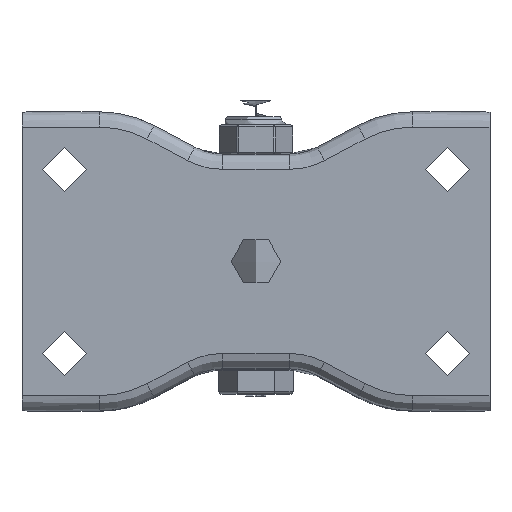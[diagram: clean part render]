
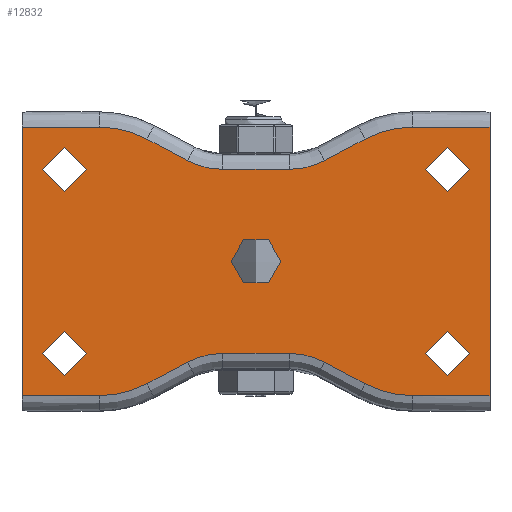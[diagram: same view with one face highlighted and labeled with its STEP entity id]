
A CAD part, top view. The second image highlights one B-rep face of the part: STEP entity #12832.
In plain terms, the highlighted planar face has unit normal (0, 0, 1).
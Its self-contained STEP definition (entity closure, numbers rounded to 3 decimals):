
#1518=FACE_BOUND('',#3110,.T.);
#1519=FACE_BOUND('',#3111,.T.);
#1520=FACE_BOUND('',#3112,.T.);
#1521=FACE_BOUND('',#3113,.T.);
#1522=FACE_BOUND('',#3114,.T.);
#1654=CIRCLE('',#13808,5.75);
#1656=CIRCLE('',#13811,5.75);
#1665=CIRCLE('',#13849,26.5);
#1668=CIRCLE('',#13854,19.5);
#1671=CIRCLE('',#13859,19.5);
#1674=CIRCLE('',#13864,26.5);
#1677=CIRCLE('',#13869,6.5);
#1682=CIRCLE('',#13877,5.75);
#1684=CIRCLE('',#13880,5.75);
#1691=CIRCLE('',#13900,26.5);
#1692=CIRCLE('',#13901,19.5);
#1693=CIRCLE('',#13902,19.5);
#1694=CIRCLE('',#13903,26.5);
#1695=CIRCLE('',#13904,6.5);
#2279=FACE_OUTER_BOUND('',#3109,.T.);
#3109=EDGE_LOOP('',(#8844,#8845,#8846,#8847,#8848,#8849,#8850,#8851,#8852,
#8853,#8854,#8855,#8856,#8857,#8858,#8859,#8860,#8861,#8862,#8863));
#3110=EDGE_LOOP('',(#8864,#8865));
#3111=EDGE_LOOP('',(#8866));
#3112=EDGE_LOOP('',(#8867));
#3113=EDGE_LOOP('',(#8868));
#3114=EDGE_LOOP('',(#8869));
#4068=LINE('',#18337,#4766);
#4069=LINE('',#18345,#4767);
#4070=LINE('',#18353,#4768);
#4071=LINE('',#18361,#4769);
#4072=LINE('',#18370,#4770);
#4084=LINE('',#18418,#4782);
#4100=LINE('',#18491,#4798);
#4101=LINE('',#18493,#4799);
#4102=LINE('',#18497,#4800);
#4103=LINE('',#18501,#4801);
#4104=LINE('',#18505,#4802);
#4105=LINE('',#18508,#4803);
#4766=VECTOR('',#15172,10.);
#4767=VECTOR('',#15183,10.);
#4768=VECTOR('',#15194,10.);
#4769=VECTOR('',#15205,10.);
#4770=VECTOR('',#15218,10.);
#4782=VECTOR('',#15264,1.);
#4798=VECTOR('',#15310,1.);
#4799=VECTOR('',#15311,10.);
#4800=VECTOR('',#15314,10.);
#4801=VECTOR('',#15317,10.);
#4802=VECTOR('',#15320,10.);
#4803=VECTOR('',#15323,10.);
#5434=VERTEX_POINT('',#18200);
#5436=VERTEX_POINT('',#18206);
#5466=VERTEX_POINT('',#18334);
#5467=VERTEX_POINT('',#18336);
#5468=VERTEX_POINT('',#18340);
#5469=VERTEX_POINT('',#18344);
#5470=VERTEX_POINT('',#18348);
#5471=VERTEX_POINT('',#18352);
#5472=VERTEX_POINT('',#18356);
#5473=VERTEX_POINT('',#18360);
#5474=VERTEX_POINT('',#18364);
#5475=VERTEX_POINT('',#18368);
#5477=VERTEX_POINT('',#18373);
#5478=VERTEX_POINT('',#18375);
#5489=VERTEX_POINT('',#18401);
#5491=VERTEX_POINT('',#18407);
#5494=VERTEX_POINT('',#18417);
#5512=VERTEX_POINT('',#18490);
#5513=VERTEX_POINT('',#18492);
#5514=VERTEX_POINT('',#18494);
#5515=VERTEX_POINT('',#18496);
#5516=VERTEX_POINT('',#18498);
#5517=VERTEX_POINT('',#18500);
#5518=VERTEX_POINT('',#18502);
#5519=VERTEX_POINT('',#18504);
#5520=VERTEX_POINT('',#18506);
#6677=EDGE_CURVE('',#5434,#5434,#1654,.T.);
#6680=EDGE_CURVE('',#5436,#5436,#1656,.T.);
#6731=EDGE_CURVE('',#5467,#5466,#4068,.T.);
#6733=EDGE_CURVE('',#5468,#5467,#1665,.T.);
#6735=EDGE_CURVE('',#5469,#5468,#4069,.T.);
#6737=EDGE_CURVE('',#5470,#5469,#1668,.T.);
#6739=EDGE_CURVE('',#5471,#5470,#4070,.T.);
#6741=EDGE_CURVE('',#5472,#5471,#1671,.T.);
#6743=EDGE_CURVE('',#5473,#5472,#4071,.T.);
#6745=EDGE_CURVE('',#5474,#5473,#1674,.T.);
#6748=EDGE_CURVE('',#5475,#5474,#4072,.T.);
#6750=EDGE_CURVE('',#5477,#5478,#1677,.T.);
#6763=EDGE_CURVE('',#5489,#5489,#1682,.T.);
#6766=EDGE_CURVE('',#5491,#5491,#1684,.T.);
#6770=EDGE_CURVE('',#5494,#5475,#4084,.T.);
#6797=EDGE_CURVE('',#5466,#5512,#4100,.T.);
#6798=EDGE_CURVE('',#5513,#5512,#4101,.T.);
#6799=EDGE_CURVE('',#5514,#5513,#1691,.T.);
#6800=EDGE_CURVE('',#5515,#5514,#4102,.T.);
#6801=EDGE_CURVE('',#5516,#5515,#1692,.T.);
#6802=EDGE_CURVE('',#5517,#5516,#4103,.T.);
#6803=EDGE_CURVE('',#5518,#5517,#1693,.T.);
#6804=EDGE_CURVE('',#5519,#5518,#4104,.T.);
#6805=EDGE_CURVE('',#5520,#5519,#1694,.T.);
#6806=EDGE_CURVE('',#5494,#5520,#4105,.T.);
#6807=EDGE_CURVE('',#5477,#5478,#1695,.T.);
#8844=ORIENTED_EDGE('',*,*,#6770,.T.);
#8845=ORIENTED_EDGE('',*,*,#6748,.T.);
#8846=ORIENTED_EDGE('',*,*,#6745,.T.);
#8847=ORIENTED_EDGE('',*,*,#6743,.T.);
#8848=ORIENTED_EDGE('',*,*,#6741,.T.);
#8849=ORIENTED_EDGE('',*,*,#6739,.T.);
#8850=ORIENTED_EDGE('',*,*,#6737,.T.);
#8851=ORIENTED_EDGE('',*,*,#6735,.T.);
#8852=ORIENTED_EDGE('',*,*,#6733,.T.);
#8853=ORIENTED_EDGE('',*,*,#6731,.T.);
#8854=ORIENTED_EDGE('',*,*,#6797,.T.);
#8855=ORIENTED_EDGE('',*,*,#6798,.F.);
#8856=ORIENTED_EDGE('',*,*,#6799,.F.);
#8857=ORIENTED_EDGE('',*,*,#6800,.F.);
#8858=ORIENTED_EDGE('',*,*,#6801,.F.);
#8859=ORIENTED_EDGE('',*,*,#6802,.F.);
#8860=ORIENTED_EDGE('',*,*,#6803,.F.);
#8861=ORIENTED_EDGE('',*,*,#6804,.F.);
#8862=ORIENTED_EDGE('',*,*,#6805,.F.);
#8863=ORIENTED_EDGE('',*,*,#6806,.F.);
#8864=ORIENTED_EDGE('',*,*,#6807,.T.);
#8865=ORIENTED_EDGE('',*,*,#6750,.F.);
#8866=ORIENTED_EDGE('',*,*,#6680,.F.);
#8867=ORIENTED_EDGE('',*,*,#6677,.F.);
#8868=ORIENTED_EDGE('',*,*,#6763,.T.);
#8869=ORIENTED_EDGE('',*,*,#6766,.T.);
#12543=PLANE('',#13899);
#12832=ADVANCED_FACE('',(#2279,#1518,#1519,#1520,#1521,#1522),#12543,.F.);
#13808=AXIS2_PLACEMENT_3D('',#18202,#15063,#15064);
#13811=AXIS2_PLACEMENT_3D('',#18208,#15070,#15071);
#13849=AXIS2_PLACEMENT_3D('',#18341,#15177,#15178);
#13854=AXIS2_PLACEMENT_3D('',#18349,#15188,#15189);
#13859=AXIS2_PLACEMENT_3D('',#18357,#15199,#15200);
#13864=AXIS2_PLACEMENT_3D('',#18365,#15210,#15211);
#13869=AXIS2_PLACEMENT_3D('',#18376,#15222,#15223);
#13877=AXIS2_PLACEMENT_3D('',#18403,#15246,#15247);
#13880=AXIS2_PLACEMENT_3D('',#18409,#15253,#15254);
#13899=AXIS2_PLACEMENT_3D('',#18489,#15308,#15309);
#13900=AXIS2_PLACEMENT_3D('',#18495,#15312,#15313);
#13901=AXIS2_PLACEMENT_3D('',#18499,#15315,#15316);
#13902=AXIS2_PLACEMENT_3D('',#18503,#15318,#15319);
#13903=AXIS2_PLACEMENT_3D('',#18507,#15321,#15322);
#13904=AXIS2_PLACEMENT_3D('',#18509,#15324,#15325);
#15063=DIRECTION('center_axis',(0.,0.,1.));
#15064=DIRECTION('ref_axis',(1.,0.,0.));
#15070=DIRECTION('center_axis',(0.,0.,1.));
#15071=DIRECTION('ref_axis',(1.,0.,0.));
#15172=DIRECTION('',(-1.,0.,0.));
#15177=DIRECTION('center_axis',(0.,0.,1.));
#15178=DIRECTION('ref_axis',(0.242,0.97,0.));
#15183=DIRECTION('',(-0.883,0.469,0.));
#15188=DIRECTION('center_axis',(0.,0.,-1.));
#15189=DIRECTION('ref_axis',(-0.242,-0.97,0.));
#15194=DIRECTION('',(-1.,0.,0.));
#15199=DIRECTION('center_axis',(0.,0.,-1.));
#15200=DIRECTION('ref_axis',(0.242,-0.97,0.));
#15205=DIRECTION('',(-0.883,-0.469,0.));
#15210=DIRECTION('center_axis',(0.,0.,1.));
#15211=DIRECTION('ref_axis',(-0.242,0.97,0.));
#15218=DIRECTION('',(-1.,0.,0.));
#15222=DIRECTION('center_axis',(0.,0.,1.));
#15223=DIRECTION('ref_axis',(-1.,0.,0.));
#15246=DIRECTION('center_axis',(0.,0.,-1.));
#15247=DIRECTION('ref_axis',(1.,0.,0.));
#15253=DIRECTION('center_axis',(0.,0.,-1.));
#15254=DIRECTION('ref_axis',(1.,0.,0.));
#15264=DIRECTION('',(0.,1.,0.));
#15308=DIRECTION('center_axis',(0.,0.,-1.));
#15309=DIRECTION('ref_axis',(0.,-1.,0.));
#15310=DIRECTION('',(0.,-1.,0.));
#15311=DIRECTION('',(-1.,0.,0.));
#15312=DIRECTION('center_axis',(0.,0.,-1.));
#15313=DIRECTION('ref_axis',(0.242,-0.97,0.));
#15314=DIRECTION('',(-0.883,-0.469,0.));
#15315=DIRECTION('center_axis',(0.,0.,1.));
#15316=DIRECTION('ref_axis',(-0.242,0.97,0.));
#15317=DIRECTION('',(-1.,0.,0.));
#15318=DIRECTION('center_axis',(0.,0.,1.));
#15319=DIRECTION('ref_axis',(0.242,0.97,0.));
#15320=DIRECTION('',(-0.883,0.469,0.));
#15321=DIRECTION('center_axis',(0.,0.,-1.));
#15322=DIRECTION('ref_axis',(-0.242,-0.97,0.));
#15323=DIRECTION('',(-1.,0.,0.));
#15324=DIRECTION('center_axis',(0.,0.,-1.));
#15325=DIRECTION('ref_axis',(-1.,0.,0.));
#18200=CARTESIAN_POINT('',(536.794,-26.195,0.));
#18202=CARTESIAN_POINT('Origin',(531.044,-26.195,0.));
#18206=CARTESIAN_POINT('',(436.794,-26.195,0.));
#18208=CARTESIAN_POINT('Origin',(431.044,-26.195,0.));
#18334=CARTESIAN_POINT('',(420.044,-15.195,0.));
#18336=CARTESIAN_POINT('',(440.167,-15.195,0.));
#18337=CARTESIAN_POINT('',(440.167,-15.195,0.));
#18340=CARTESIAN_POINT('',(452.608,-18.297,0.));
#18341=CARTESIAN_POINT('Origin',(440.167,-41.695,0.));
#18344=CARTESIAN_POINT('',(463.169,-23.913,0.));
#18345=CARTESIAN_POINT('',(456.243,-20.23,0.));
#18348=CARTESIAN_POINT('',(472.324,-26.195,0.));
#18349=CARTESIAN_POINT('Origin',(472.324,-6.695,0.));
#18352=CARTESIAN_POINT('',(489.763,-26.195,0.));
#18353=CARTESIAN_POINT('',(460.605,-26.195,0.));
#18356=CARTESIAN_POINT('',(498.918,-23.913,0.));
#18357=CARTESIAN_POINT('Origin',(489.763,-6.695,0.));
#18360=CARTESIAN_POINT('',(509.479,-18.297,0.));
#18361=CARTESIAN_POINT('',(477.612,-35.241,0.));
#18364=CARTESIAN_POINT('',(521.92,-15.195,0.));
#18365=CARTESIAN_POINT('Origin',(521.92,-41.695,0.));
#18368=CARTESIAN_POINT('',(542.044,-15.195,0.));
#18370=CARTESIAN_POINT('',(440.167,-15.195,0.));
#18373=CARTESIAN_POINT('',(487.544,-50.195,0.));
#18375=CARTESIAN_POINT('',(474.544,-50.195,0.));
#18376=CARTESIAN_POINT('Origin',(481.044,-50.195,0.));
#18401=CARTESIAN_POINT('',(536.794,-74.195,0.));
#18403=CARTESIAN_POINT('Origin',(531.044,-74.195,0.));
#18407=CARTESIAN_POINT('',(436.794,-74.195,0.));
#18409=CARTESIAN_POINT('Origin',(431.044,-74.195,0.));
#18417=CARTESIAN_POINT('',(542.044,-85.195,0.));
#18418=CARTESIAN_POINT('',(542.044,-85.695,0.));
#18489=CARTESIAN_POINT('Origin',(440.167,-58.695,0.));
#18490=CARTESIAN_POINT('',(420.044,-85.195,0.));
#18491=CARTESIAN_POINT('',(420.044,-50.195,0.));
#18492=CARTESIAN_POINT('',(440.167,-85.195,0.));
#18493=CARTESIAN_POINT('',(440.167,-85.195,0.));
#18494=CARTESIAN_POINT('',(452.608,-82.093,0.));
#18495=CARTESIAN_POINT('Origin',(440.167,-58.695,0.));
#18496=CARTESIAN_POINT('',(463.169,-76.478,0.));
#18497=CARTESIAN_POINT('',(456.243,-80.16,0.));
#18498=CARTESIAN_POINT('',(472.324,-74.195,0.));
#18499=CARTESIAN_POINT('Origin',(472.324,-93.695,0.));
#18500=CARTESIAN_POINT('',(489.763,-74.195,0.));
#18501=CARTESIAN_POINT('',(460.605,-74.195,0.));
#18502=CARTESIAN_POINT('',(498.918,-76.478,0.));
#18503=CARTESIAN_POINT('Origin',(489.763,-93.695,0.));
#18504=CARTESIAN_POINT('',(509.479,-82.093,0.));
#18505=CARTESIAN_POINT('',(477.612,-65.149,0.));
#18506=CARTESIAN_POINT('',(521.92,-85.195,0.));
#18507=CARTESIAN_POINT('Origin',(521.92,-58.695,0.));
#18508=CARTESIAN_POINT('',(440.167,-85.195,0.));
#18509=CARTESIAN_POINT('Origin',(481.044,-50.195,0.));
